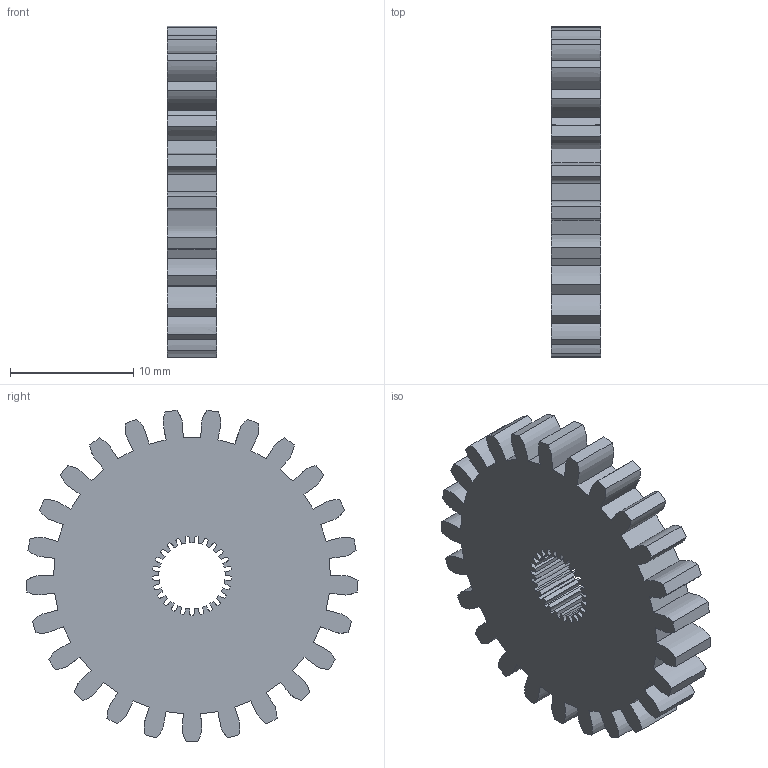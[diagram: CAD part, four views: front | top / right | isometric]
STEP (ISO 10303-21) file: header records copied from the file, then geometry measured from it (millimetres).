
FILE_DESCRIPTION(('FreeCAD Model'),'2;1');
FILE_NAME('Open CASCADE Shape Model','2025-05-12T16:54:59',('Author'),( ''),'Open CASCADE STEP processor 7.7','FreeCAD','Unknown');
FILE_SCHEMA(('AUTOMOTIVE_DESIGN { 1 0 10303 214 1 1 1 1 }'));
Length unit declared in the file: millimetre
Products named in the file (1): 右下モーター側ギア
Bounding box: 4 x 26.99 x 26.94 mm (x, y, z)
Volume: 1798 mm3; surface area: 1769.2 mm2
Topology: 1 solids, 1 shells, 202 faces, 600 edges, 400 vertices
Faces by surface type: extrusion 196, plane 6
Entity records: 17854 total; most frequent: CARTESIAN_POINT 13191, ORIENTED_EDGE 1200, EDGE_CURVE 600, B_SPLINE_CURVE_WITH_KNOTS 588, DIRECTION 418, VECTOR 404, VERTEX_POINT 400, LINE 208
